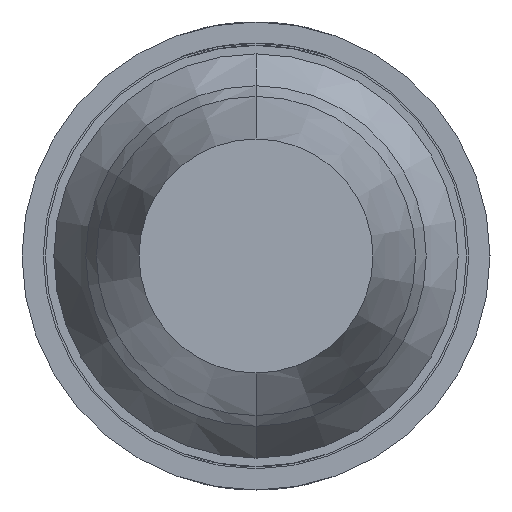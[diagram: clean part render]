
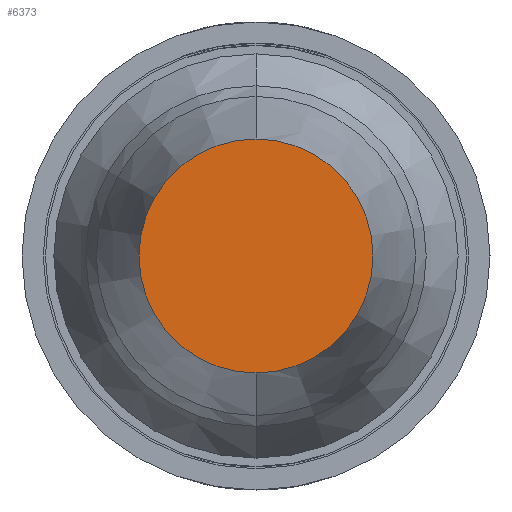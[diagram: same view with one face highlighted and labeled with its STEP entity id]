
A CAD part, front view. The second image highlights one B-rep face of the part: STEP entity #6373.
In plain terms, the highlighted planar face has unit normal (0, -1, 0).
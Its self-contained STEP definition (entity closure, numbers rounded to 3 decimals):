
#269 = DIRECTION ( 'NONE',  ( 0., 0., 1. ) ) ;
#745 = EDGE_CURVE ( 'Defeature ausgef�hrt2_46+Defeature ausgef�hrt2_47+Defeature ausgef�hrt2_47+Defeature ausgef�hrt2_47', #6142, #2441, #5888, .T. ) ;
#1235 = ORIENTED_EDGE ( 'NONE', *, *, #745, .F. ) ;
#1438 = AXIS2_PLACEMENT_3D ( 'NONE', #5959, #2358, #5016 ) ;
#1689 = EDGE_LOOP ( 'NONE', ( #2014, #1235 ) ) ;
#2014 = ORIENTED_EDGE ( 'NONE', *, *, #6056, .F. ) ;
#2358 = DIRECTION ( 'NONE',  ( 0., -1., 0. ) ) ;
#2441 = VERTEX_POINT ( 'NONE', #2702 ) ;
#2702 = CARTESIAN_POINT ( 'NONE',  ( 0., -36.5, 0.55 ) ) ;
#2868 = AXIS2_PLACEMENT_3D ( 'NONE', #4447, #6021, #6461 ) ;
#3179 = FACE_OUTER_BOUND ( 'NONE', #1689, .T. ) ;
#3415 = CARTESIAN_POINT ( 'NONE',  ( 0., -36.5, 0. ) ) ;
#4447 = CARTESIAN_POINT ( 'NONE',  ( 0., -36.5, 0. ) ) ;
#5016 = DIRECTION ( 'NONE',  ( 0., 0., -1. ) ) ;
#5407 = CIRCLE ( 'NONE', #5478, 0.55 ) ;
#5459 = DIRECTION ( 'NONE',  ( 0., 1., 0. ) ) ;
#5478 = AXIS2_PLACEMENT_3D ( 'NONE', #3415, #5459, #269 ) ;
#5888 = CIRCLE ( 'NONE', #2868, 0.55 ) ;
#5959 = CARTESIAN_POINT ( 'NONE',  ( -0.55, -36.5, 0. ) ) ;
#5980 = PLANE ( 'NONE',  #1438 ) ;
#6021 = DIRECTION ( 'NONE',  ( 0., 1., 0. ) ) ;
#6056 = EDGE_CURVE ( 'Defeature ausgef�hrt2_46+Defeature ausgef�hrt2_47+Defeature ausgef�hrt2_47+Defeature ausgef�hrt2_47', #2441, #6142, #5407, .T. ) ;
#6142 = VERTEX_POINT ( 'NONE', #6582 ) ;
#6373 = ADVANCED_FACE ( 'Defeature ausgef�hrt2_47', ( #3179 ), #5980, .T. ) ;
#6461 = DIRECTION ( 'NONE',  ( 0., 0., 1. ) ) ;
#6582 = CARTESIAN_POINT ( 'NONE',  ( 0., -36.5, -0.55 ) ) ;
